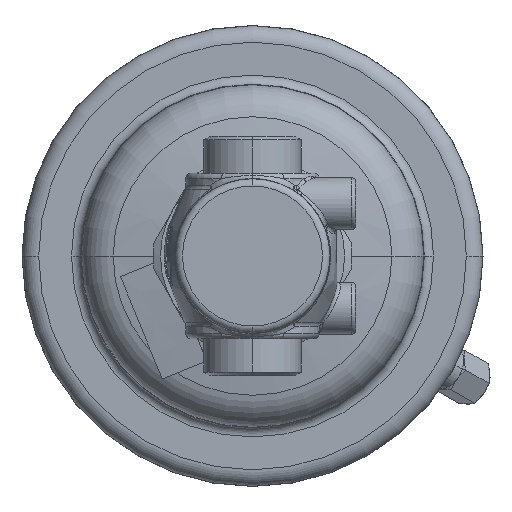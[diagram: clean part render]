
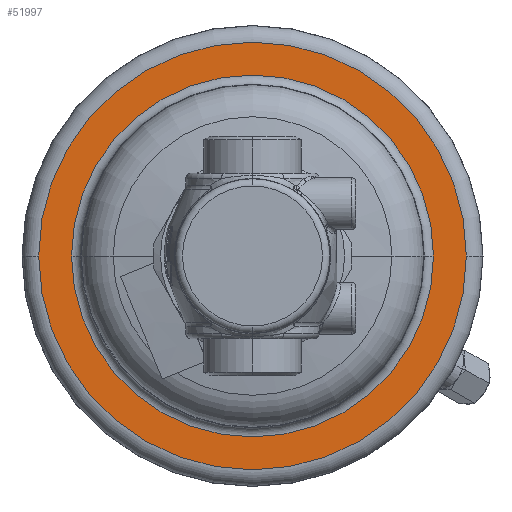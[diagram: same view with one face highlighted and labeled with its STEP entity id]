
A CAD part, left-side view. The second image highlights one B-rep face of the part: STEP entity #51997.
In plain terms, the highlighted planar face has unit normal (-1, 0, 0).
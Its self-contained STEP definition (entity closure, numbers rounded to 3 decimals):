
#14828=CARTESIAN_POINT('',(-2.5,0.,0.));
#14829=DIRECTION('',(-1.,0.,0.));
#14830=DIRECTION('',(0.,1.,0.));
#14831=AXIS2_PLACEMENT_3D('',#14828,#14829,#14830);
#14833=CARTESIAN_POINT('',(-2.5,0.,0.));
#14834=DIRECTION('',(1.,0.,0.));
#14835=DIRECTION('',(0.,1.,0.));
#14836=AXIS2_PLACEMENT_3D('',#14833,#14834,#14835);
#14838=CARTESIAN_POINT('',(-2.5,0.,0.));
#14839=DIRECTION('',(1.,0.,0.));
#14840=DIRECTION('',(0.,1.,0.));
#14841=AXIS2_PLACEMENT_3D('',#14838,#14839,#14840);
#14843=CARTESIAN_POINT('',(-2.5,0.,0.));
#14844=DIRECTION('',(-1.,0.,0.));
#14845=DIRECTION('',(0.,1.,0.));
#14846=AXIS2_PLACEMENT_3D('',#14843,#14844,#14845);
#30660=CARTESIAN_POINT('',(-2.5,58.05,0.));
#30662=VERTEX_POINT('',#30660);
#30663=CARTESIAN_POINT('',(-2.5,49.137,0.));
#30665=VERTEX_POINT('',#30663);
#30692=CARTESIAN_POINT('',(-2.5,-58.05,0.));
#30694=VERTEX_POINT('',#30692);
#30695=CARTESIAN_POINT('',(-2.5,-49.137,0.));
#30697=VERTEX_POINT('',#30695);
#51982=CARTESIAN_POINT('',(-2.5,0.,0.));
#51983=DIRECTION('',(1.,0.,0.));
#51984=DIRECTION('',(0.,-1.,0.));
#51985=AXIS2_PLACEMENT_3D('',#51982,#51983,#51984);
#51986=PLANE('',#51985);
#51988=ORIENTED_EDGE('',*,*,#51987,.T.);
#51990=ORIENTED_EDGE('',*,*,#51989,.F.);
#51991=EDGE_LOOP('',(#51988,#51990));
#51992=FACE_OUTER_BOUND('',#51991,.F.);
#51993=ORIENTED_EDGE('',*,*,#51964,.T.);
#51994=ORIENTED_EDGE('',*,*,#51975,.F.);
#51995=EDGE_LOOP('',(#51993,#51994));
#51996=FACE_BOUND('',#51995,.F.);
#51997=ADVANCED_FACE('',(#51992,#51996),#51986,.F.);
#14832=CIRCLE('',#14831,49.137);
#14837=CIRCLE('',#14836,49.137);
#14842=CIRCLE('',#14841,58.05);
#14847=CIRCLE('',#14846,58.05);
#51964=EDGE_CURVE('',#30665,#30697,#14832,.T.);
#51975=EDGE_CURVE('',#30665,#30697,#14837,.T.);
#51987=EDGE_CURVE('',#30662,#30694,#14842,.T.);
#51989=EDGE_CURVE('',#30662,#30694,#14847,.T.);
